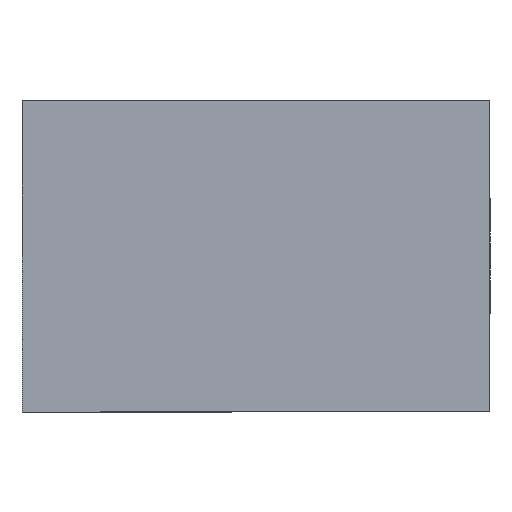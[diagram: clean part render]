
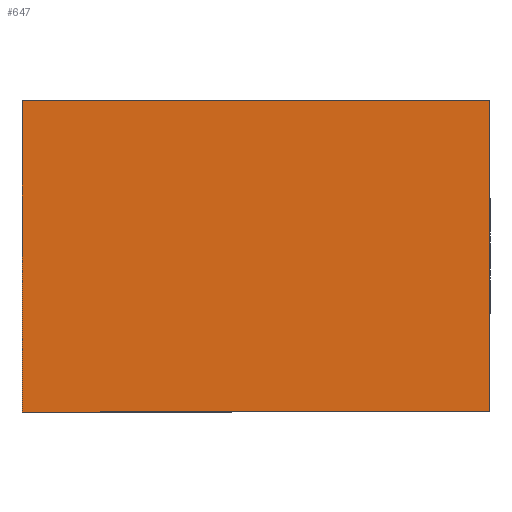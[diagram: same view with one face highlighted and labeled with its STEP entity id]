
A CAD part, left-side view. The second image highlights one B-rep face of the part: STEP entity #647.
In plain terms, the highlighted planar face has unit normal (-1, 0, 0).
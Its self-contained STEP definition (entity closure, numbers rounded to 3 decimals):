
#23 = ORIENTED_EDGE ( 'NONE', *, *, #353, .T. ) ;
#51 = VERTEX_POINT ( 'NONE', #172 ) ;
#58 = CARTESIAN_POINT ( 'NONE',  ( -90., 30., 46.056 ) ) ;
#65 = EDGE_CURVE ( 'NONE', #51, #155, #467, .T. ) ;
#73 = CARTESIAN_POINT ( 'NONE',  ( -90., 30., -10. ) ) ;
#76 = PLANE ( 'NONE',  #494 ) ;
#144 = DIRECTION ( 'NONE',  ( 0., 0., -1. ) ) ;
#148 = LINE ( 'NONE', #443, #416 ) ;
#155 = VERTEX_POINT ( 'NONE', #534 ) ;
#172 = CARTESIAN_POINT ( 'NONE',  ( -90., 0., 10. ) ) ;
#174 = CARTESIAN_POINT ( 'NONE',  ( -90., 0., -10. ) ) ;
#207 = LINE ( 'NONE', #58, #815 ) ;
#266 = LINE ( 'NONE', #174, #710 ) ;
#271 = EDGE_CURVE ( 'NONE', #51, #528, #148, .T. ) ;
#290 = VECTOR ( 'NONE', #597, 1000. ) ;
#326 = VERTEX_POINT ( 'NONE', #73 ) ;
#336 = CARTESIAN_POINT ( 'NONE',  ( -90., 30., 10. ) ) ;
#353 = EDGE_CURVE ( 'NONE', #528, #326, #207, .T. ) ;
#369 = CARTESIAN_POINT ( 'NONE',  ( -90., 0., 46.056 ) ) ;
#412 = CARTESIAN_POINT ( 'NONE',  ( -90., 0., 46.056 ) ) ;
#416 = VECTOR ( 'NONE', #727, 1000. ) ;
#443 = CARTESIAN_POINT ( 'NONE',  ( -90., 0., 10. ) ) ;
#467 = LINE ( 'NONE', #412, #290 ) ;
#473 = ORIENTED_EDGE ( 'NONE', *, *, #918, .T. ) ;
#493 = EDGE_LOOP ( 'NONE', ( #747, #820, #23, #473 ) ) ;
#494 = AXIS2_PLACEMENT_3D ( 'NONE', #369, #510, #144 ) ;
#510 = DIRECTION ( 'NONE',  ( 1., 0., 0. ) ) ;
#528 = VERTEX_POINT ( 'NONE', #336 ) ;
#534 = CARTESIAN_POINT ( 'NONE',  ( -90., 0., -10. ) ) ;
#597 = DIRECTION ( 'NONE',  ( 0., 0., -1. ) ) ;
#647 = ADVANCED_FACE ( 'NONE', ( #725 ), #76, .F. ) ;
#672 = DIRECTION ( 'NONE',  ( 0., -1., 0. ) ) ;
#710 = VECTOR ( 'NONE', #672, 1000. ) ;
#725 = FACE_OUTER_BOUND ( 'NONE', #493, .T. ) ;
#727 = DIRECTION ( 'NONE',  ( 0., 1., 0. ) ) ;
#747 = ORIENTED_EDGE ( 'NONE', *, *, #65, .F. ) ;
#815 = VECTOR ( 'NONE', #868, 1000. ) ;
#820 = ORIENTED_EDGE ( 'NONE', *, *, #271, .T. ) ;
#868 = DIRECTION ( 'NONE',  ( 0., 0., -1. ) ) ;
#918 = EDGE_CURVE ( 'NONE', #326, #155, #266, .T. ) ;
